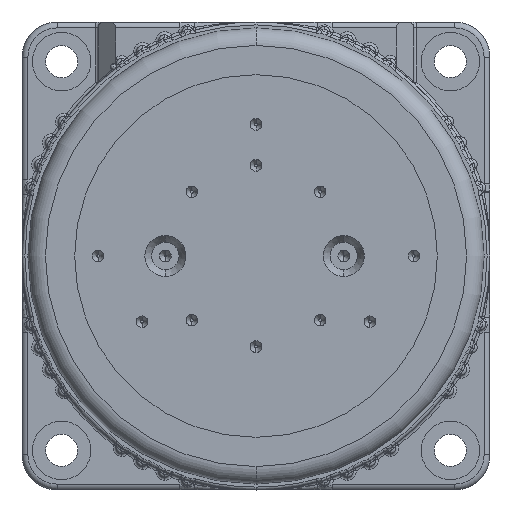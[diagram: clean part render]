
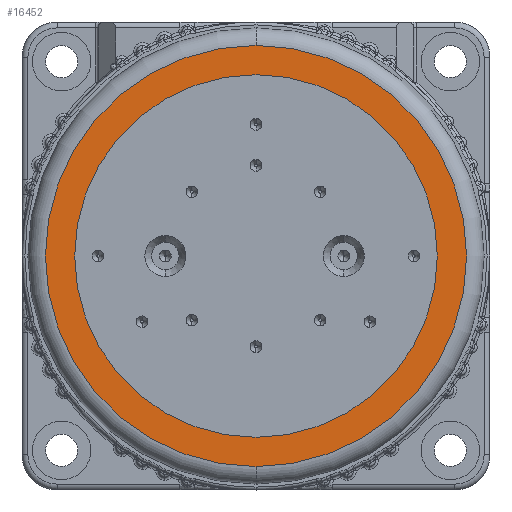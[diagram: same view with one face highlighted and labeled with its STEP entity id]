
A CAD part, front view. The second image highlights one B-rep face of the part: STEP entity #16452.
In plain terms, the highlighted planar face has unit normal (0, -1, 0).
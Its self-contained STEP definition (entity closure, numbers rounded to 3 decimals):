
#1971 = CARTESIAN_POINT ( 'NONE',  ( 0., -80., -31. ) ) ;
#2036 = DIRECTION ( 'NONE',  ( 0., 0., -1. ) ) ;
#2371 = EDGE_CURVE ( 'NONE', #17206, #26725, #18517, .T. ) ;
#2941 = AXIS2_PLACEMENT_3D ( 'NONE', #26886, #14426, #2036 ) ;
#3769 = ORIENTED_EDGE ( 'NONE', *, *, #23540, .T. ) ;
#3944 = VERTEX_POINT ( 'NONE', #9055 ) ;
#4056 = DIRECTION ( 'NONE',  ( 0., 0., -1. ) ) ;
#4531 = CARTESIAN_POINT ( 'NONE',  ( 0., -80., 31. ) ) ;
#4884 = CIRCLE ( 'NONE', #12192, 36. ) ;
#5767 = CARTESIAN_POINT ( 'NONE',  ( 0., -80., 0. ) ) ;
#6467 = FACE_BOUND ( 'NONE', #10439, .T. ) ;
#7018 = CARTESIAN_POINT ( 'NONE',  ( 0., -80., 0. ) ) ;
#7021 = EDGE_CURVE ( 'NONE', #3944, #20247, #4884, .T. ) ;
#7854 = DIRECTION ( 'NONE',  ( 0., 0., -1. ) ) ;
#9055 = CARTESIAN_POINT ( 'NONE',  ( 0., -80., -36. ) ) ;
#9100 = DIRECTION ( 'NONE',  ( 0., 0., -1. ) ) ;
#9577 = AXIS2_PLACEMENT_3D ( 'NONE', #7018, #21501, #9100 ) ;
#9994 = EDGE_CURVE ( 'NONE', #26725, #17206, #14503, .T. ) ;
#10031 = CIRCLE ( 'NONE', #9577, 36. ) ;
#10439 = EDGE_LOOP ( 'NONE', ( #10577, #17032 ) ) ;
#10577 = ORIENTED_EDGE ( 'NONE', *, *, #9994, .F. ) ;
#11591 = DIRECTION ( 'NONE',  ( 0., -1., 0. ) ) ;
#11940 = FACE_OUTER_BOUND ( 'NONE', #23776, .T. ) ;
#12192 = AXIS2_PLACEMENT_3D ( 'NONE', #24028, #11591, #26128 ) ;
#13609 = CARTESIAN_POINT ( 'NONE',  ( 0., -80., 36. ) ) ;
#14366 = PLANE ( 'NONE',  #14883 ) ;
#14426 = DIRECTION ( 'NONE',  ( 0., -1., 0. ) ) ;
#14503 = CIRCLE ( 'NONE', #24621, 31. ) ;
#14883 = AXIS2_PLACEMENT_3D ( 'NONE', #20523, #16435, #4056 ) ;
#16435 = DIRECTION ( 'NONE',  ( 0., -1., 0. ) ) ;
#16452 = ADVANCED_FACE ( 'NONE', ( #6467, #11940 ), #14366, .T. ) ;
#17032 = ORIENTED_EDGE ( 'NONE', *, *, #2371, .F. ) ;
#17206 = VERTEX_POINT ( 'NONE', #4531 ) ;
#18517 = CIRCLE ( 'NONE', #2941, 31. ) ;
#20231 = DIRECTION ( 'NONE',  ( 0., -1., 0. ) ) ;
#20247 = VERTEX_POINT ( 'NONE', #13609 ) ;
#20523 = CARTESIAN_POINT ( 'NONE',  ( 0., -80., 0. ) ) ;
#21501 = DIRECTION ( 'NONE',  ( 0., -1., 0. ) ) ;
#22259 = ORIENTED_EDGE ( 'NONE', *, *, #7021, .T. ) ;
#23540 = EDGE_CURVE ( 'NONE', #20247, #3944, #10031, .T. ) ;
#23776 = EDGE_LOOP ( 'NONE', ( #22259, #3769 ) ) ;
#24028 = CARTESIAN_POINT ( 'NONE',  ( 0., -80., 0. ) ) ;
#24621 = AXIS2_PLACEMENT_3D ( 'NONE', #5767, #20231, #7854 ) ;
#26128 = DIRECTION ( 'NONE',  ( 0., 0., -1. ) ) ;
#26725 = VERTEX_POINT ( 'NONE', #1971 ) ;
#26886 = CARTESIAN_POINT ( 'NONE',  ( 0., -80., 0. ) ) ;
